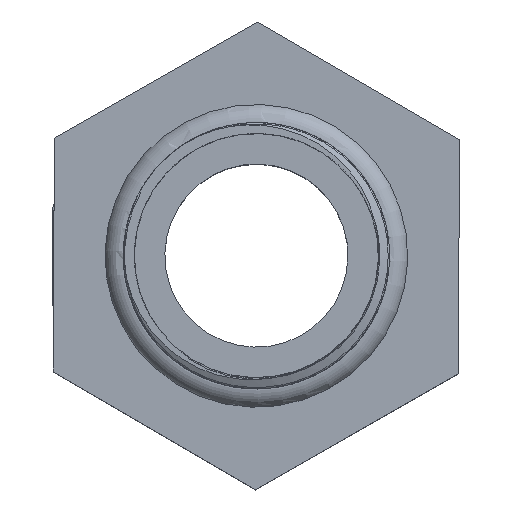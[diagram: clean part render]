
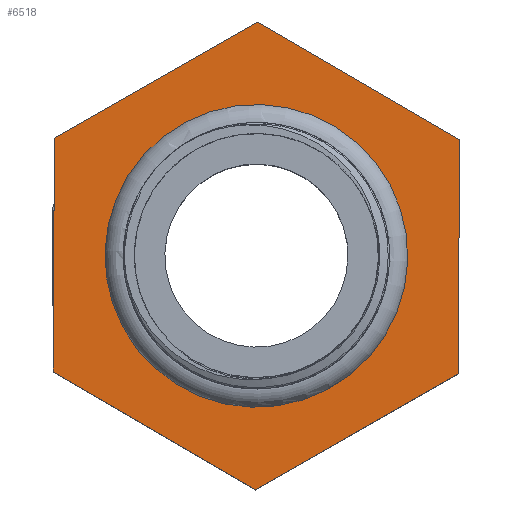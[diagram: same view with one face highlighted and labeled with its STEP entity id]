
A CAD part, top view. The second image highlights one B-rep face of the part: STEP entity #6518.
In plain terms, the highlighted planar face has unit normal (0, 0, 1).
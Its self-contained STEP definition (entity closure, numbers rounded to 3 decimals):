
#49=FACE_BOUND('',#1114,.T.);
#379=PLANE('',#6755);
#730=FACE_OUTER_BOUND('',#1113,.T.);
#1113=EDGE_LOOP('',(#6141,#6142,#6143,#6144,#6145,#6146));
#1114=EDGE_LOOP('',(#6147));
#1122=CIRCLE('',#6724,14.947);
#2057=LINE('',#19609,#2652);
#2059=LINE('',#19613,#2654);
#2061=LINE('',#19617,#2656);
#2063=LINE('',#19621,#2658);
#2065=LINE('',#19625,#2660);
#2067=LINE('',#19628,#2662);
#2652=VECTOR('',#7775,10.);
#2654=VECTOR('',#7779,10.);
#2656=VECTOR('',#7783,10.);
#2658=VECTOR('',#7787,10.);
#2660=VECTOR('',#7791,10.);
#2662=VECTOR('',#7795,10.);
#3256=VERTEX_POINT('',#13091);
#3291=VERTEX_POINT('',#19606);
#3292=VERTEX_POINT('',#19608);
#3293=VERTEX_POINT('',#19612);
#3294=VERTEX_POINT('',#19616);
#3295=VERTEX_POINT('',#19620);
#3296=VERTEX_POINT('',#19624);
#4181=EDGE_CURVE('',#3256,#3256,#1122,.T.);
#4237=EDGE_CURVE('',#3292,#3291,#2057,.T.);
#4239=EDGE_CURVE('',#3293,#3292,#2059,.T.);
#4241=EDGE_CURVE('',#3294,#3293,#2061,.T.);
#4243=EDGE_CURVE('',#3295,#3294,#2063,.T.);
#4245=EDGE_CURVE('',#3296,#3295,#2065,.T.);
#4247=EDGE_CURVE('',#3291,#3296,#2067,.T.);
#6141=ORIENTED_EDGE('',*,*,#4247,.T.);
#6142=ORIENTED_EDGE('',*,*,#4245,.T.);
#6143=ORIENTED_EDGE('',*,*,#4243,.T.);
#6144=ORIENTED_EDGE('',*,*,#4241,.T.);
#6145=ORIENTED_EDGE('',*,*,#4239,.T.);
#6146=ORIENTED_EDGE('',*,*,#4237,.T.);
#6147=ORIENTED_EDGE('',*,*,#4181,.T.);
#6518=ADVANCED_FACE('',(#730,#49),#379,.T.);
#6724=AXIS2_PLACEMENT_3D('',#13092,#7712,#7713);
#6755=AXIS2_PLACEMENT_3D('',#19629,#7796,#7797);
#7712=DIRECTION('center_axis',(0.,0.,-1.));
#7713=DIRECTION('ref_axis',(-0.99,-0.139,0.));
#7775=DIRECTION('',(0.004,1.,0.));
#7779=DIRECTION('',(0.868,0.497,0.));
#7783=DIRECTION('',(0.864,-0.503,0.));
#7787=DIRECTION('',(-0.004,-1.,0.));
#7791=DIRECTION('',(-0.868,-0.497,0.));
#7795=DIRECTION('',(-0.864,0.503,0.));
#7796=DIRECTION('center_axis',(0.,0.,1.));
#7797=DIRECTION('ref_axis',(0.99,0.139,0.));
#13091=CARTESIAN_POINT('',(14.801,2.08,32.1));
#13092=CARTESIAN_POINT('Origin',(0.,0.,32.1));
#19606=CARTESIAN_POINT('',(20.046,11.467,32.1));
#19608=CARTESIAN_POINT('',(19.953,-11.627,32.1));
#19609=CARTESIAN_POINT('',(19.953,-11.627,32.1));
#19612=CARTESIAN_POINT('',(-0.093,-23.094,32.1));
#19613=CARTESIAN_POINT('',(-0.093,-23.094,32.1));
#19616=CARTESIAN_POINT('',(-20.046,-11.467,32.1));
#19617=CARTESIAN_POINT('',(-20.046,-11.467,32.1));
#19620=CARTESIAN_POINT('',(-19.953,11.627,32.1));
#19621=CARTESIAN_POINT('',(-19.953,11.627,32.1));
#19624=CARTESIAN_POINT('',(0.093,23.094,32.1));
#19625=CARTESIAN_POINT('',(0.093,23.094,32.1));
#19628=CARTESIAN_POINT('',(20.046,11.467,32.1));
#19629=CARTESIAN_POINT('Origin',(0.,0.,
32.1));
